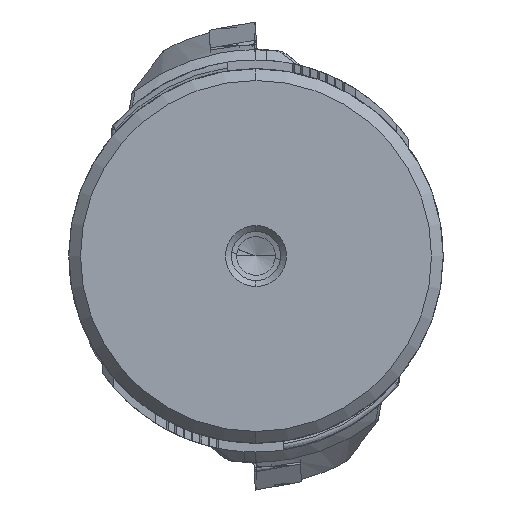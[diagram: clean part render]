
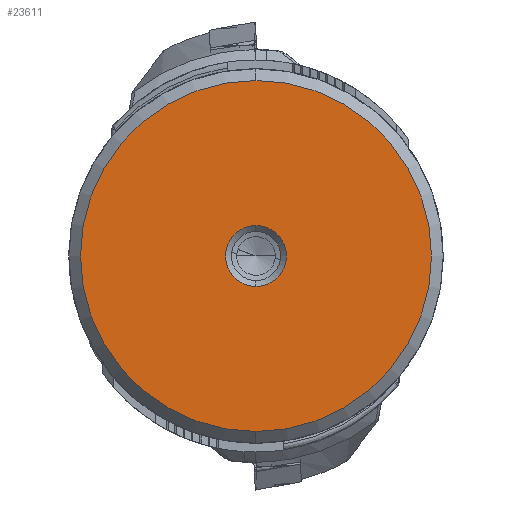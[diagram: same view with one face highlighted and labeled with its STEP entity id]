
A CAD part, left-side view. The second image highlights one B-rep face of the part: STEP entity #23611.
In plain terms, the highlighted planar face has unit normal (-1, 0, 0).
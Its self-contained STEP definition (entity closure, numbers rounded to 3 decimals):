
#85 = PLANE ( 'NONE',  #4898 ) ;
#1604 = EDGE_LOOP ( 'NONE', ( #3980, #9617 ) ) ;
#1629 = CIRCLE ( 'NONE', #8286, 2.6 ) ;
#2005 = DIRECTION ( 'NONE',  ( 1., 0., 0. ) ) ;
#2924 = AXIS2_PLACEMENT_3D ( 'NONE', #21987, #10569, #23864 ) ;
#3355 = EDGE_LOOP ( 'NONE', ( #11074, #23002 ) ) ;
#3510 = DIRECTION ( 'NONE',  ( -1., 0., 0. ) ) ;
#3798 = DIRECTION ( 'NONE',  ( -1., 0., 0. ) ) ;
#3949 = CIRCLE ( 'NONE', #2924, 15. ) ;
#3980 = ORIENTED_EDGE ( 'NONE', *, *, #20515, .T. ) ;
#4898 = AXIS2_PLACEMENT_3D ( 'NONE', #11464, #2005, #15351 ) ;
#5607 = CARTESIAN_POINT ( 'NONE',  ( 0., 0., -2.6 ) ) ;
#6733 = EDGE_CURVE ( 'NONE', #15186, #19181, #15885, .T. ) ;
#6785 = CARTESIAN_POINT ( 'NONE',  ( 0., 0., 0. ) ) ;
#8286 = AXIS2_PLACEMENT_3D ( 'NONE', #6785, #20082, #8652 ) ;
#8418 = CARTESIAN_POINT ( 'NONE',  ( 0., 0., -15. ) ) ;
#8652 = DIRECTION ( 'NONE',  ( 0., 0., 1. ) ) ;
#9192 = CARTESIAN_POINT ( 'NONE',  ( 0., 0., 15. ) ) ;
#9617 = ORIENTED_EDGE ( 'NONE', *, *, #6733, .T. ) ;
#10569 = DIRECTION ( 'NONE',  ( -1., 0., 0. ) ) ;
#11050 = AXIS2_PLACEMENT_3D ( 'NONE', #15203, #3798, #17113 ) ;
#11074 = ORIENTED_EDGE ( 'NONE', *, *, #11929, .F. ) ;
#11464 = CARTESIAN_POINT ( 'NONE',  ( 0., 2.6, 0. ) ) ;
#11929 = EDGE_CURVE ( 'NONE', #20092, #15646, #1629, .T. ) ;
#12293 = CIRCLE ( 'NONE', #11050, 2.6 ) ;
#14066 = FACE_OUTER_BOUND ( 'NONE', #1604, .T. ) ;
#14238 = AXIS2_PLACEMENT_3D ( 'NONE', #14914, #3510, #16842 ) ;
#14914 = CARTESIAN_POINT ( 'NONE',  ( 0., 0., 0. ) ) ;
#15186 = VERTEX_POINT ( 'NONE', #9192 ) ;
#15203 = CARTESIAN_POINT ( 'NONE',  ( 0., 0., 0. ) ) ;
#15351 = DIRECTION ( 'NONE',  ( 0., 0., -1. ) ) ;
#15646 = VERTEX_POINT ( 'NONE', #5607 ) ;
#15885 = CIRCLE ( 'NONE', #14238, 15. ) ;
#16842 = DIRECTION ( 'NONE',  ( 0., 0., 1. ) ) ;
#17113 = DIRECTION ( 'NONE',  ( 0., 0., 1. ) ) ;
#19181 = VERTEX_POINT ( 'NONE', #8418 ) ;
#19416 = CARTESIAN_POINT ( 'NONE',  ( 0., 0., 2.6 ) ) ;
#19970 = EDGE_CURVE ( 'NONE', #15646, #20092, #12293, .T. ) ;
#20082 = DIRECTION ( 'NONE',  ( -1., 0., 0. ) ) ;
#20092 = VERTEX_POINT ( 'NONE', #19416 ) ;
#20515 = EDGE_CURVE ( 'NONE', #19181, #15186, #3949, .T. ) ;
#21987 = CARTESIAN_POINT ( 'NONE',  ( 0., 0., 0. ) ) ;
#23002 = ORIENTED_EDGE ( 'NONE', *, *, #19970, .F. ) ;
#23611 = ADVANCED_FACE ( 'NONE', ( #24119, #14066 ), #85, .F. ) ;
#23864 = DIRECTION ( 'NONE',  ( 0., 0., 1. ) ) ;
#24119 = FACE_BOUND ( 'NONE', #3355, .T. ) ;
